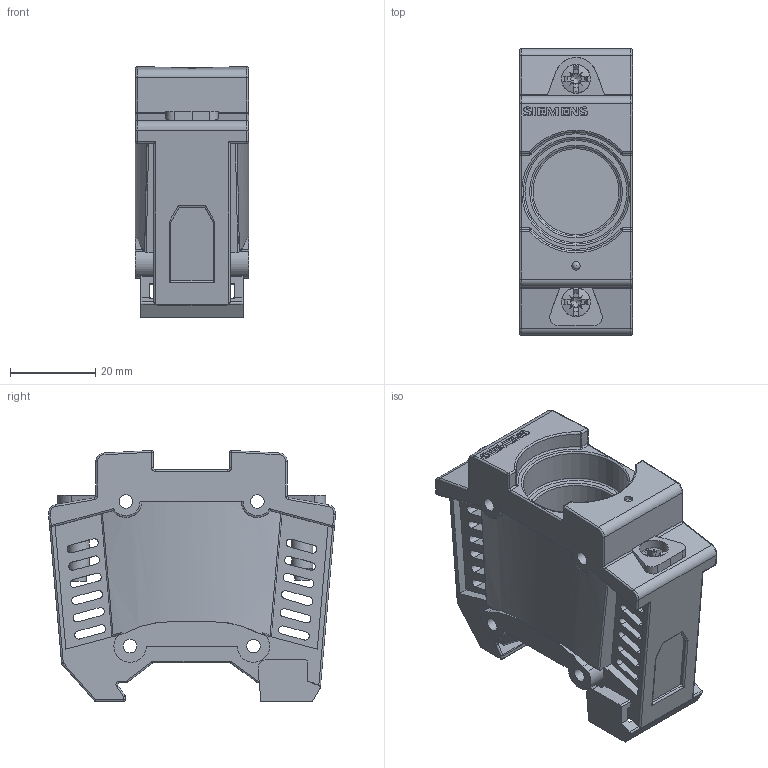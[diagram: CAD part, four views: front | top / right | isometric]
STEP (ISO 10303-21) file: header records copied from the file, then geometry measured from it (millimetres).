
FILE_DESCRIPTION(/* description */ (''),/* implementation_level */ '2;1');
FILE_NAME(/* name */ 'G_I202_XX_44508V.stp',/* time_stamp */ '2024-10-24T12:57:50+02:00',/* author */ (''),/* organization */ (''),/* preprocessor_version */ 'ST-DEVELOPER v18.101',/* originating_system */ 'SIEMENS PLM Software NX 2007',/* authorisation */ '');
FILE_SCHEMA (('AUTOMOTIVE_DESIGN { 1 0 10303 214 3 1 1 1 }'));
Length unit declared in the file: millimetre
Products named in the file (1): G_I202_XX_44508V
Bounding box: 26.6 x 67.46 x 58.98 mm (x, y, z)
Volume: 58071.8 mm3; surface area: 19130 mm2
Topology: 1 solids, 3 shells, 537 faces, 1445 edges, 909 vertices
Faces by surface type: plane 277, cylinder 161, torus 38, sphere 27, cone 19, bspline 10, extrusion 5
Full cylindrical faces by diameter (mm): 2 x1, 3.2 x4, 3.5 x2, 5 x3, 6.8 x2, 21 x1, 24.8 x1
Entity records: 21437 total; most frequent: CARTESIAN_POINT 4315, ORIENTED_EDGE 2790, DIRECTION 2772, EDGE_CURVE 1395, AXIS2_PLACEMENT_3D 977, VERTEX_POINT 892, VECTOR 818, LINE 813
